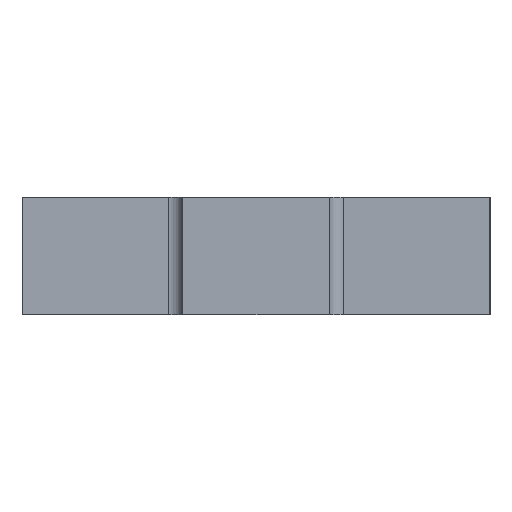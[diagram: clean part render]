
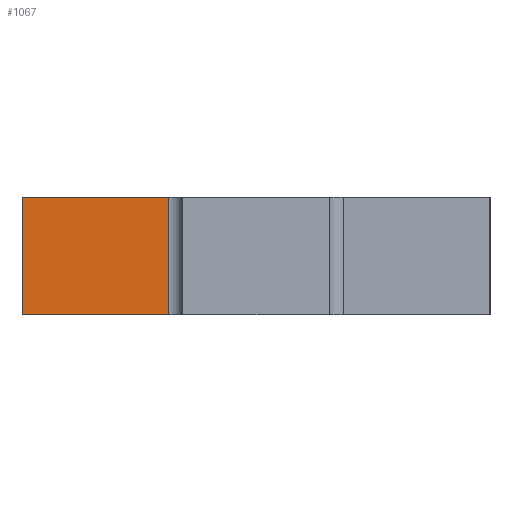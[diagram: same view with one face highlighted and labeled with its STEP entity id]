
A CAD part, left-side view. The second image highlights one B-rep face of the part: STEP entity #1067.
In plain terms, the highlighted planar face has unit normal (-1, 0, 0).
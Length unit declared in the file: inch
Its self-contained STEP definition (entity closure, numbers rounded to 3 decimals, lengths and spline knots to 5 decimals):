
#53=PLANE('',#1195);
#107=FACE_OUTER_BOUND('',#171,.T.);
#171=EDGE_LOOP('',(#861,#862,#863,#864));
#255=LINE('',#1767,#341);
#256=LINE('',#1769,#342);
#257=LINE('',#1771,#343);
#258=LINE('',#1772,#344);
#341=VECTOR('',#1463,0.3937);
#342=VECTOR('',#1464,0.3937);
#343=VECTOR('',#1465,0.3937);
#344=VECTOR('',#1466,0.3937);
#513=VERTEX_POINT('',#1765);
#514=VERTEX_POINT('',#1766);
#515=VERTEX_POINT('',#1768);
#516=VERTEX_POINT('',#1770);
#647=EDGE_CURVE('',#513,#514,#255,.T.);
#648=EDGE_CURVE('',#513,#515,#256,.T.);
#649=EDGE_CURVE('',#516,#515,#257,.T.);
#650=EDGE_CURVE('',#514,#516,#258,.T.);
#861=ORIENTED_EDGE('',*,*,#647,.F.);
#862=ORIENTED_EDGE('',*,*,#648,.T.);
#863=ORIENTED_EDGE('',*,*,#649,.F.);
#864=ORIENTED_EDGE('',*,*,#650,.F.);
#1067=ADVANCED_FACE('',(#107),#53,.T.);
#1195=AXIS2_PLACEMENT_3D('',#1764,#1461,#1462);
#1461=DIRECTION('center_axis',(-1.,0.,0.));
#1462=DIRECTION('ref_axis',(0.,-1.,0.));
#1463=DIRECTION('',(0.,1.,0.));
#1464=DIRECTION('',(0.,0.,1.));
#1465=DIRECTION('',(0.,-1.,0.));
#1466=DIRECTION('',(0.,0.,1.));
#1764=CARTESIAN_POINT('Origin',(-3.5625,1.,0.));
#1765=CARTESIAN_POINT('',(-3.5625,0.375,0.));
#1766=CARTESIAN_POINT('',(-3.5625,1.,0.));
#1767=CARTESIAN_POINT('',(-3.5625,-1.,0.));
#1768=CARTESIAN_POINT('',(-3.5625,0.375,0.5));
#1769=CARTESIAN_POINT('',(-3.5625,0.375,0.));
#1770=CARTESIAN_POINT('',(-3.5625,1.,0.5));
#1771=CARTESIAN_POINT('',(-3.5625,-1.,0.5));
#1772=CARTESIAN_POINT('',(-3.5625,1.,0.));
